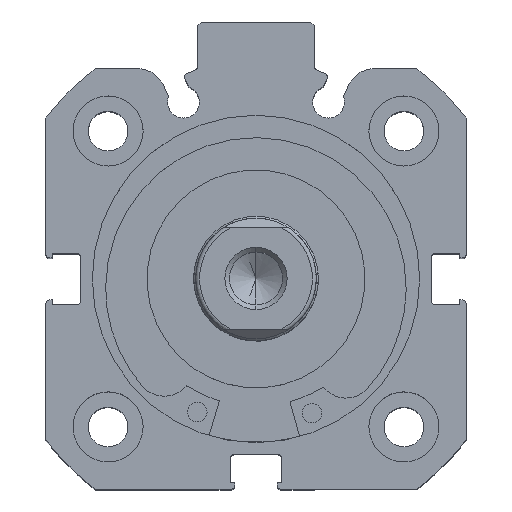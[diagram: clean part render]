
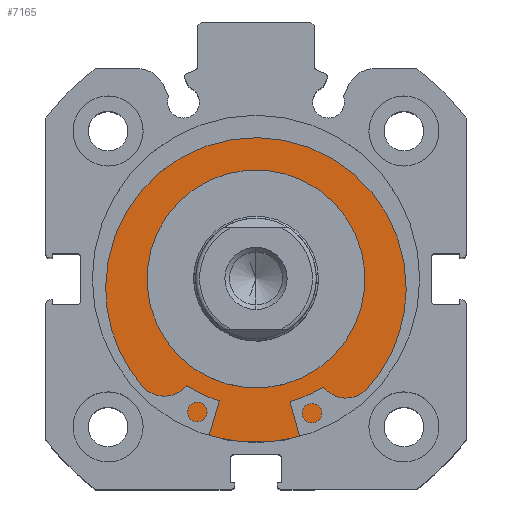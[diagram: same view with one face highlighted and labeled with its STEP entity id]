
A CAD part, top view. The second image highlights one B-rep face of the part: STEP entity #7165.
In plain terms, the highlighted face is planar.
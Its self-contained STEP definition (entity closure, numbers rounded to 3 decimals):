
#520 = EDGE_CURVE ( 'NONE', #3541, #3240, #6679, .T. ) ;
#602 = EDGE_CURVE ( 'NONE', #3225, #3397, #6800, .T. ) ;
#770 = EDGE_CURVE ( 'NONE', #3397, #3225, #7041, .T. ) ;
#814 = AXIS2_PLACEMENT_3D ( 'NONE', #3479, #3481, #3482 ) ;
#849 = AXIS2_PLACEMENT_3D ( 'NONE', #3275, #3165, #3266 ) ;
#930 = AXIS2_PLACEMENT_3D ( 'NONE', #3005, #3007, #2903 ) ;
#975 = AXIS2_PLACEMENT_3D ( 'NONE', #4143, #4145, #4146 ) ;
#1291 = AXIS2_PLACEMENT_3D ( 'NONE', #5362, #5370, #5371 ) ;
#1461 = FACE_BOUND ( 'NONE', #6340, .T. ) ;
#1471 = FACE_OUTER_BOUND ( 'NONE', #6577, .T. ) ;
#2151 = CIRCLE ( 'NONE', #1291, 21. ) ;
#2797 = CARTESIAN_POINT ( 'NONE',  ( 3.5, 0., 14. ) ) ;
#2808 = CARTESIAN_POINT ( 'NONE',  ( 3.5, 0., 21. ) ) ;
#2903 = DIRECTION ( 'NONE',  ( 0., 0., 1. ) ) ;
#3005 = CARTESIAN_POINT ( 'NONE',  ( 3.5, 0., 0. ) ) ;
#3007 = DIRECTION ( 'NONE',  ( -1., 0., 0. ) ) ;
#3165 = DIRECTION ( 'NONE',  ( -1., 0., 0. ) ) ;
#3225 = VERTEX_POINT ( 'NONE', #2797 ) ;
#3240 = VERTEX_POINT ( 'NONE', #2808 ) ;
#3266 = DIRECTION ( 'NONE',  ( 0., 0., 1. ) ) ;
#3275 = CARTESIAN_POINT ( 'NONE',  ( 3.5, 0., 0. ) ) ;
#3397 = VERTEX_POINT ( 'NONE', #3797 ) ;
#3479 = CARTESIAN_POINT ( 'NONE',  ( 3.5, 0., 0. ) ) ;
#3481 = DIRECTION ( 'NONE',  ( -1., 0., 0. ) ) ;
#3482 = DIRECTION ( 'NONE',  ( 0., 0., 1. ) ) ;
#3541 = VERTEX_POINT ( 'NONE', #3891 ) ;
#3797 = CARTESIAN_POINT ( 'NONE',  ( 3.5, 0., -14. ) ) ;
#3891 = CARTESIAN_POINT ( 'NONE',  ( 3.5, 0., -21. ) ) ;
#4143 = CARTESIAN_POINT ( 'NONE',  ( 3.5, 21., 0. ) ) ;
#4144 = PLANE ( 'NONE',  #975 ) ;
#4145 = DIRECTION ( 'NONE',  ( 1., 0., 0. ) ) ;
#4146 = DIRECTION ( 'NONE',  ( 0., 0., -1. ) ) ;
#5362 = CARTESIAN_POINT ( 'NONE',  ( 3.5, 0., 0. ) ) ;
#5370 = DIRECTION ( 'NONE',  ( -1., 0., 0. ) ) ;
#5371 = DIRECTION ( 'NONE',  ( 0., 0., 1. ) ) ;
#6340 = EDGE_LOOP ( 'NONE', ( #6650, #6657 ) ) ;
#6577 = EDGE_LOOP ( 'NONE', ( #6651, #6658 ) ) ;
#6650 = ORIENTED_EDGE ( 'NONE', *, *, #602, .F. ) ;
#6651 = ORIENTED_EDGE ( 'NONE', *, *, #7528, .T. ) ;
#6657 = ORIENTED_EDGE ( 'NONE', *, *, #770, .F. ) ;
#6658 = ORIENTED_EDGE ( 'NONE', *, *, #520, .T. ) ;
#6679 = CIRCLE ( 'NONE', #814, 21. ) ;
#6800 = CIRCLE ( 'NONE', #849, 14. ) ;
#7041 = CIRCLE ( 'NONE', #930, 14. ) ;
#7165 = ADVANCED_FACE ( 'NONE', ( #1461, #1471 ), #4144, .F. ) ;
#7528 = EDGE_CURVE ( 'NONE', #3240, #3541, #2151, .T. ) ;
